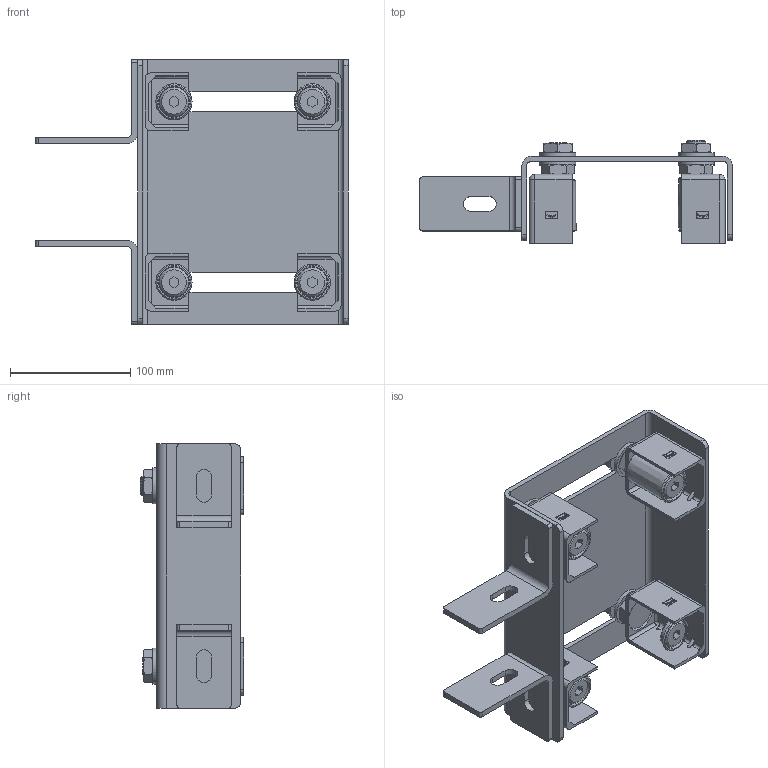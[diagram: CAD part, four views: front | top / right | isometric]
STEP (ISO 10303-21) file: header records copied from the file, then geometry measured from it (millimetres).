
FILE_DESCRIPTION(/* description */ (''),/* implementation_level */ '2;1');
FILE_NAME(/* name */ '11305805 001_Shrinkwrap_3.stp',/* time_stamp */ '2021-09-29T13:56:06+02:00',/* author */ ('gcocco'),/* organization */ (''),/* preprocessor_version */ 'ST-DEVELOPER v17.2',/* originating_system */ 'Autodesk Inventor 2019',/* authorisation */ '');
FILE_SCHEMA (('AUTOMOTIVE_DESIGN { 1 0 10303 214 3 1 1 }'));
Length unit declared in the file: millimetre
Products named in the file (1): 11305805  001_Shrinkwrap_3
Bounding box: 260 x 86 x 220 mm (x, y, z)
Surface area: 263102.1 mm2 (no closed solid volume)
Topology: 0 solids, 35 shells, 559 faces, 1800 edges, 1271 vertices
Faces by surface type: plane 378, cylinder 129, cone 44, sphere 8
Full cylindrical faces by diameter (mm): 16 x1, 24.5 x4, 30 x8
Entity records: 20244 total; most frequent: CARTESIAN_POINT 3847, DIRECTION 3247, ORIENTED_EDGE 3081, EDGE_CURVE 1792, VERTEX_POINT 1271, LINE 1233, VECTOR 1233, AXIS2_PLACEMENT_3D 1007
